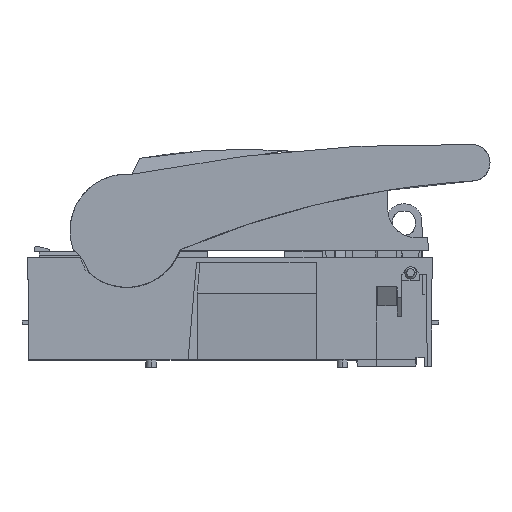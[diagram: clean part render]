
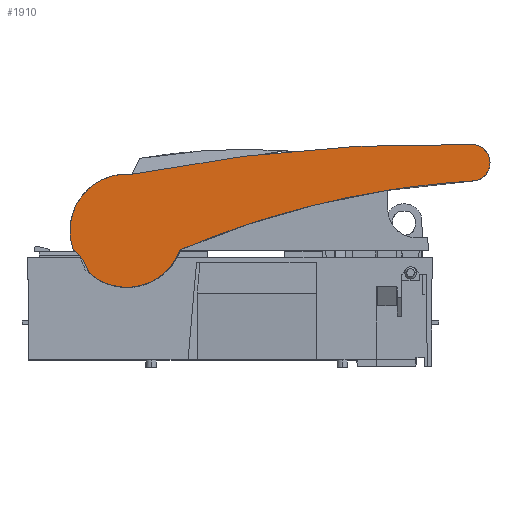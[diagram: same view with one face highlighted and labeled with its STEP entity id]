
A CAD part, top view. The second image highlights one B-rep face of the part: STEP entity #1910.
In plain terms, the highlighted planar face has unit normal (0, 0, 1).
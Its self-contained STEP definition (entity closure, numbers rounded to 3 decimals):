
#36=CARTESIAN_POINT('',(-43.189,39.928,52.861));
#37=DIRECTION('',(0.,0.,-1.));
#38=DIRECTION('',(-0.94,-0.342,0.));
#39=AXIS2_PLACEMENT_3D('',#36,#37,#38);
#45=CARTESIAN_POINT('',(-43.189,39.928,52.861));
#46=DIRECTION('',(0.,0.,-1.));
#47=DIRECTION('',(-1.,0.,0.));
#48=AXIS2_PLACEMENT_3D('',#45,#46,#47);
#53=CARTESIAN_POINT('',(81.203,-557.73,52.861));
#54=DIRECTION('',(0.,0.,-1.));
#55=DIRECTION('',(-0.194,0.981,0.));
#56=AXIS2_PLACEMENT_3D('',#53,#54,#55);
#61=CARTESIAN_POINT('',(93.991,66.933,52.861));
#62=DIRECTION('',(0.,0.,-1.));
#63=DIRECTION('',(0.02,1.,0.));
#64=AXIS2_PLACEMENT_3D('',#61,#62,#63);
#69=CARTESIAN_POINT('',(93.991,66.933,52.861));
#70=DIRECTION('',(0.,0.,-1.));
#71=DIRECTION('',(1.,0.,0.));
#72=AXIS2_PLACEMENT_3D('',#69,#70,#71);
#77=CARTESIAN_POINT('',(115.388,-289.816,52.861));
#78=DIRECTION('',(0.,0.,1.));
#79=DIRECTION('',(-0.06,0.998,0.));
#80=AXIS2_PLACEMENT_3D('',#77,#78,#79);
#85=CARTESIAN_POINT('',(115.511,-290.357,52.861));
#86=DIRECTION('',(0.,0.,1.));
#87=DIRECTION('',(-0.157,0.988,0.));
#88=AXIS2_PLACEMENT_3D('',#85,#86,#87);
#93=CARTESIAN_POINT('',(115.511,-290.357,52.861));
#94=DIRECTION('',(0.,0.,1.));
#95=DIRECTION('',(-0.294,0.956,0.));
#96=AXIS2_PLACEMENT_3D('',#93,#94,#95);
#101=CARTESIAN_POINT('',(-43.189,39.928,52.861));
#102=DIRECTION('',(0.,0.,-1.));
#103=DIRECTION('',(0.94,-0.342,0.));
#104=AXIS2_PLACEMENT_3D('',#101,#102,#103);
#109=CARTESIAN_POINT('',(-74.457,18.733,52.861));
#110=DIRECTION('',(0.,0.,1.));
#111=DIRECTION('',(0.965,0.261,0.));
#112=AXIS2_PLACEMENT_3D('',#109,#110,#111);
#1659=CARTESIAN_POINT('',(-65.689,39.928,52.861));
#1660=CARTESIAN_POINT('',(-41.228,62.343,52.861));
#1661=VERTEX_POINT('',#1659);
#1662=VERTEX_POINT('',#1660);
#1663=CARTESIAN_POINT('',(-64.332,32.233,52.861));
#1664=VERTEX_POINT('',#1663);
#1665=CARTESIAN_POINT('',(94.14,74.181,52.861));
#1666=VERTEX_POINT('',#1665);
#1667=CARTESIAN_POINT('',(101.241,66.935,52.861));
#1668=VERTEX_POINT('',#1667);
#1669=CARTESIAN_POINT('',(94.418,59.696,52.861));
#1670=VERTEX_POINT('',#1669);
#1671=CARTESIAN_POINT('',(60.51,55.997,52.861));
#1672=VERTEX_POINT('',#1671);
#1673=CARTESIAN_POINT('',(12.405,44.837,52.861));
#1674=VERTEX_POINT('',#1673);
#1675=CARTESIAN_POINT('',(-22.046,32.233,52.861));
#1676=VERTEX_POINT('',#1675);
#1677=CARTESIAN_POINT('',(-58.167,23.139,52.861));
#1678=VERTEX_POINT('',#1677);
#1883=CARTESIAN_POINT('',(-487.231,-323.333,
52.861));
#1884=DIRECTION('',(0.,0.,1.));
#1885=DIRECTION('',(1.,0.,0.));
#1886=AXIS2_PLACEMENT_3D('',#1883,#1884,#1885);
#1887=PLANE('',#1886);
#1889=ORIENTED_EDGE('',*,*,#1888,.T.);
#1891=ORIENTED_EDGE('',*,*,#1890,.T.);
#1893=ORIENTED_EDGE('',*,*,#1892,.T.);
#1895=ORIENTED_EDGE('',*,*,#1894,.T.);
#1897=ORIENTED_EDGE('',*,*,#1896,.T.);
#1899=ORIENTED_EDGE('',*,*,#1898,.T.);
#1901=ORIENTED_EDGE('',*,*,#1900,.T.);
#1903=ORIENTED_EDGE('',*,*,#1902,.T.);
#1905=ORIENTED_EDGE('',*,*,#1904,.T.);
#1907=ORIENTED_EDGE('',*,*,#1906,.T.);
#1908=EDGE_LOOP('',(#1889,#1891,#1893,#1895,#1897,#1899,#1901,#1903,#1905,
#1907));
#1909=FACE_OUTER_BOUND('',#1908,.F.);
#40=CIRCLE('',#39,22.5);
#49=CIRCLE('',#48,22.5);
#57=CIRCLE('',#56,632.044);
#65=CIRCLE('',#64,7.25);
#73=CIRCLE('',#72,7.249);
#81=CIRCLE('',#80,350.14);
#89=CIRCLE('',#88,350.694);
#97=CIRCLE('',#96,350.694);
#105=CIRCLE('',#104,22.5);
#113=CIRCLE('',#112,16.875);
#1888=EDGE_CURVE('',#1664,#1661,#40,.T.);
#1890=EDGE_CURVE('',#1661,#1662,#49,.T.);
#1892=EDGE_CURVE('',#1662,#1666,#57,.T.);
#1894=EDGE_CURVE('',#1666,#1668,#65,.T.);
#1896=EDGE_CURVE('',#1668,#1670,#73,.T.);
#1898=EDGE_CURVE('',#1670,#1672,#81,.T.);
#1900=EDGE_CURVE('',#1672,#1674,#89,.T.);
#1902=EDGE_CURVE('',#1674,#1676,#97,.T.);
#1904=EDGE_CURVE('',#1676,#1678,#105,.T.);
#1906=EDGE_CURVE('',#1678,#1664,#113,.T.);
#1910=ADVANCED_FACE('',(#1909),#1887,.T.);
